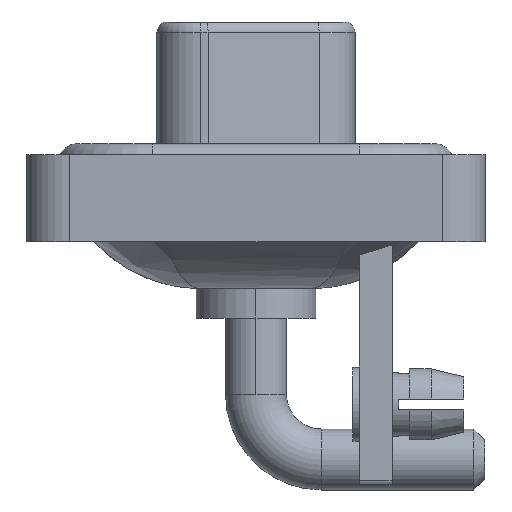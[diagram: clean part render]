
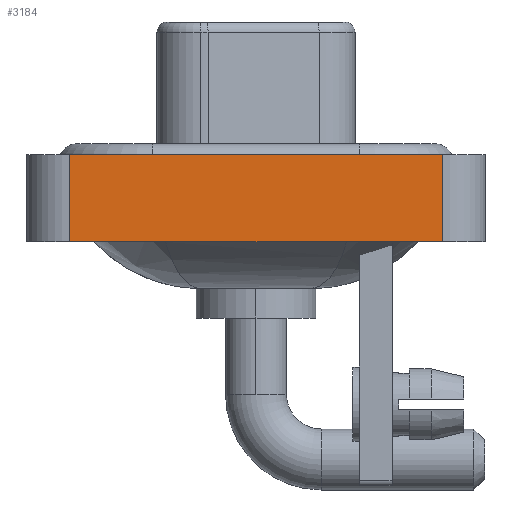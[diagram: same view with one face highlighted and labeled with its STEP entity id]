
A CAD part, left-side view. The second image highlights one B-rep face of the part: STEP entity #3184.
In plain terms, the highlighted planar face has unit normal (-1, 0, 0).
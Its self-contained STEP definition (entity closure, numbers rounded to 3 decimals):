
#319 = LINE ( 'NONE', #4828, #2279 ) ;
#680 = DIRECTION ( 'NONE',  ( 0., 0., 1. ) ) ;
#803 = VERTEX_POINT ( 'NONE', #17748 ) ;
#2057 = ORIENTED_EDGE ( 'NONE', *, *, #13864, .F. ) ;
#2279 = VECTOR ( 'NONE', #17338, 1000. ) ;
#2459 = DIRECTION ( 'NONE',  ( 0., 0., 1. ) ) ;
#3184 = ADVANCED_FACE ( 'NONE', ( #7263 ), #7052, .T. ) ;
#3552 = CARTESIAN_POINT ( 'NONE',  ( -7.25, -8.55, -3.6 ) ) ;
#4741 = LINE ( 'NONE', #14170, #16759 ) ;
#4824 = VERTEX_POINT ( 'NONE', #13383 ) ;
#4828 = CARTESIAN_POINT ( 'NONE',  ( -7.25, 8.55, -3.6 ) ) ;
#5063 = CARTESIAN_POINT ( 'NONE',  ( -7.25, -8.55, 0.4 ) ) ;
#5431 = AXIS2_PLACEMENT_3D ( 'NONE', #10243, #16506, #2459 ) ;
#5856 = EDGE_CURVE ( 'NONE', #4824, #7423, #14424, .T. ) ;
#7052 = PLANE ( 'NONE',  #5431 ) ;
#7263 = FACE_OUTER_BOUND ( 'NONE', #17596, .T. ) ;
#7423 = VERTEX_POINT ( 'NONE', #5063 ) ;
#8491 = VERTEX_POINT ( 'NONE', #8535 ) ;
#8535 = CARTESIAN_POINT ( 'NONE',  ( -7.25, 8.55, -3.6 ) ) ;
#8568 = ORIENTED_EDGE ( 'NONE', *, *, #17135, .F. ) ;
#9919 = ORIENTED_EDGE ( 'NONE', *, *, #5856, .T. ) ;
#10243 = CARTESIAN_POINT ( 'NONE',  ( -7.25, -8.55, -3.6 ) ) ;
#10500 = CARTESIAN_POINT ( 'NONE',  ( -7.25, -8.55, -3.6 ) ) ;
#12152 = LINE ( 'NONE', #10500, #13396 ) ;
#13383 = CARTESIAN_POINT ( 'NONE',  ( -7.25, -8.55, -3.6 ) ) ;
#13396 = VECTOR ( 'NONE', #13785, 1000. ) ;
#13785 = DIRECTION ( 'NONE',  ( 0., -1., 0. ) ) ;
#13864 = EDGE_CURVE ( 'NONE', #803, #7423, #4741, .T. ) ;
#14170 = CARTESIAN_POINT ( 'NONE',  ( -7.25, -8.55, 0.4 ) ) ;
#14424 = LINE ( 'NONE', #3552, #20270 ) ;
#15705 = DIRECTION ( 'NONE',  ( 0., -1., 0. ) ) ;
#16506 = DIRECTION ( 'NONE',  ( -1., 0., 0. ) ) ;
#16629 = EDGE_CURVE ( 'NONE', #8491, #4824, #12152, .T. ) ;
#16759 = VECTOR ( 'NONE', #15705, 1000. ) ;
#17135 = EDGE_CURVE ( 'NONE', #8491, #803, #319, .T. ) ;
#17338 = DIRECTION ( 'NONE',  ( 0., 0., 1. ) ) ;
#17596 = EDGE_LOOP ( 'NONE', ( #9919, #2057, #8568, #17766 ) ) ;
#17748 = CARTESIAN_POINT ( 'NONE',  ( -7.25, 8.55, 0.4 ) ) ;
#17766 = ORIENTED_EDGE ( 'NONE', *, *, #16629, .T. ) ;
#20270 = VECTOR ( 'NONE', #680, 1000. ) ;
